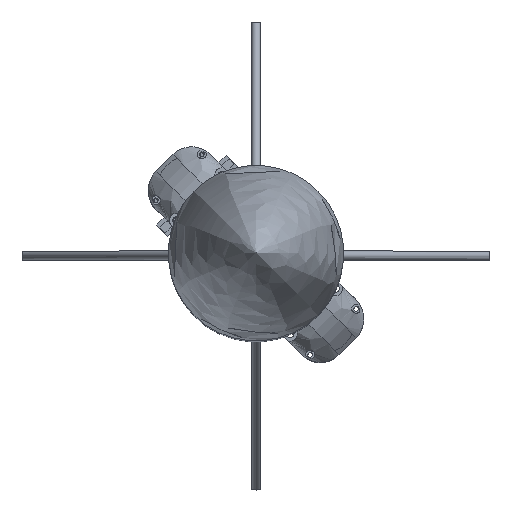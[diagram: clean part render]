
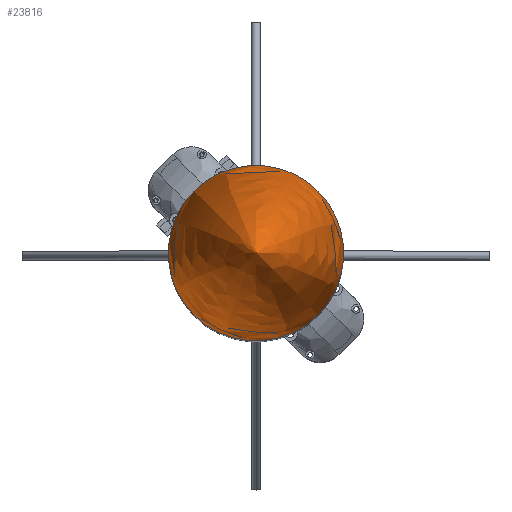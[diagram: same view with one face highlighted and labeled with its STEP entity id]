
A CAD part, top view. The second image highlights one B-rep face of the part: STEP entity #23816.
In plain terms, the highlighted free-form (B-spline) face has degree [3, 3] with [4, 19] control points.
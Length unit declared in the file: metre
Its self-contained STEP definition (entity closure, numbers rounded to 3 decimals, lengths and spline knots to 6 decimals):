
#10=VERTEX_LOOP('',#18285);
#798=B_SPLINE_SURFACE_WITH_KNOTS('',3,3,((#49107,#49108,#49109,#49110,#49111,
#49112,#49113,#49114,#49115,#49116,#49117,#49118,#49119,#49120,#49121,#49122,
#49123,#49124,#49125),(#49126,#49127,#49128,#49129,#49130,#49131,#49132,
#49133,#49134,#49135,#49136,#49137,#49138,#49139,#49140,#49141,#49142,#49143,
#49144),(#49145,#49146,#49147,#49148,#49149,#49150,#49151,#49152,#49153,
#49154,#49155,#49156,#49157,#49158,#49159,#49160,#49161,#49162,#49163),
(#49164,#49165,#49166,#49167,#49168,#49169,#49170,#49171,#49172,#49173,
#49174,#49175,#49176,#49177,#49178,#49179,#49180,#49181,#49182)),
 .UNSPECIFIED.,.F.,.T.,.F.,(4,4),(1,1,1,1,1,1,1,1,1,1,1,1,1,1,1,1,1,1,1,
1,1,1,1),(0.,1.),(-1.178097,-0.785398,-0.392699,
0.,0.392699,0.785398,1.178097,1.570796,
1.963495,2.356194,2.748894,3.141593,3.534292,
3.926991,4.31969,4.712389,5.105088,5.497787,
5.890486,6.283185,6.675884,7.068583,7.461283),
 .UNSPECIFIED.);
#12262=ORIENTED_EDGE('',*,*,#15693,.F.);
#15693=EDGE_CURVE('',#18284,#18284,#19024,.T.);
#18284=VERTEX_POINT('',#49106);
#18285=VERTEX_POINT('',#49183);
#19024=CIRCLE('',#26643,0.03305);
#20500=EDGE_LOOP('',(#12262));
#21978=FACE_BOUND('',#20500,.T.);
#21979=FACE_BOUND('',#10,.T.);
#23816=ADVANCED_FACE('',(#21978,#21979),#798,.F.);
#26643=AXIS2_PLACEMENT_3D('',#49105,#32466,#32467);
#32466=DIRECTION('',(0.,0.,-1.));
#32467=DIRECTION('',(-1.,0.,0.));
#49105=CARTESIAN_POINT('',(0.,0.,0.0175));
#49106=CARTESIAN_POINT('',(-0.03305,0.,0.0175));
#49107=CARTESIAN_POINT('',(0.,0.,0.1375));
#49108=CARTESIAN_POINT('',(0.,0.,0.1375));
#49109=CARTESIAN_POINT('',(0.,0.,0.1375));
#49110=CARTESIAN_POINT('',(0.,0.,0.1375));
#49111=CARTESIAN_POINT('',(0.,0.,0.1375));
#49112=CARTESIAN_POINT('',(0.,0.,0.1375));
#49113=CARTESIAN_POINT('',(0.,0.,0.1375));
#49114=CARTESIAN_POINT('',(0.,0.,0.1375));
#49115=CARTESIAN_POINT('',(0.,0.,0.1375));
#49116=CARTESIAN_POINT('',(0.,0.,0.1375));
#49117=CARTESIAN_POINT('',(0.,0.,0.1375));
#49118=CARTESIAN_POINT('',(0.,0.,0.1375));
#49119=CARTESIAN_POINT('',(0.,0.,0.1375));
#49120=CARTESIAN_POINT('',(0.,0.,0.1375));
#49121=CARTESIAN_POINT('',(0.,0.,0.1375));
#49122=CARTESIAN_POINT('',(0.,0.,0.1375));
#49123=CARTESIAN_POINT('',(0.,0.,0.1375));
#49124=CARTESIAN_POINT('',(0.,0.,0.1375));
#49125=CARTESIAN_POINT('',(0.,0.,0.1375));
#49126=CARTESIAN_POINT('',(0.017306,0.007168,0.113438));
#49127=CARTESIAN_POINT('',(0.018732,0.,0.113438));
#49128=CARTESIAN_POINT('',(0.017306,-0.007168,0.113438));
#49129=CARTESIAN_POINT('',(0.013245,-0.013245,0.113438));
#49130=CARTESIAN_POINT('',(0.007168,-0.017306,0.113438));
#49131=CARTESIAN_POINT('',(0.,-0.018732,0.113438));
#49132=CARTESIAN_POINT('',(-0.007168,-0.017306,0.113438));
#49133=CARTESIAN_POINT('',(-0.013245,-0.013245,0.113438));
#49134=CARTESIAN_POINT('',(-0.017306,-0.007168,0.113438));
#49135=CARTESIAN_POINT('',(-0.018732,0.,0.113438));
#49136=CARTESIAN_POINT('',(-0.017306,0.007168,0.113438));
#49137=CARTESIAN_POINT('',(-0.013245,0.013245,0.113438));
#49138=CARTESIAN_POINT('',(-0.007168,0.017306,0.113438));
#49139=CARTESIAN_POINT('',(0.,0.018732,0.113438));
#49140=CARTESIAN_POINT('',(0.007168,0.017306,0.113438));
#49141=CARTESIAN_POINT('',(0.013245,0.013245,0.113438));
#49142=CARTESIAN_POINT('',(0.017306,0.007168,0.113438));
#49143=CARTESIAN_POINT('',(0.018732,0.,0.113438));
#49144=CARTESIAN_POINT('',(0.017306,-0.007168,0.113438));
#49145=CARTESIAN_POINT('',(0.027749,0.011494,0.073438));
#49146=CARTESIAN_POINT('',(0.030035,0.,0.073438));
#49147=CARTESIAN_POINT('',(0.027749,-0.011494,0.073438));
#49148=CARTESIAN_POINT('',(0.021238,-0.021238,0.073438));
#49149=CARTESIAN_POINT('',(0.011494,-0.027749,0.073438));
#49150=CARTESIAN_POINT('',(0.,-0.030035,0.073438));
#49151=CARTESIAN_POINT('',(-0.011494,-0.027749,0.073438));
#49152=CARTESIAN_POINT('',(-0.021238,-0.021238,0.073438));
#49153=CARTESIAN_POINT('',(-0.027749,-0.011494,0.073438));
#49154=CARTESIAN_POINT('',(-0.030035,0.,0.073438));
#49155=CARTESIAN_POINT('',(-0.027749,0.011494,0.073438));
#49156=CARTESIAN_POINT('',(-0.021238,0.021238,0.073438));
#49157=CARTESIAN_POINT('',(-0.011494,0.027749,0.073438));
#49158=CARTESIAN_POINT('',(0.,0.030035,0.073438));
#49159=CARTESIAN_POINT('',(0.011494,0.027749,0.073438));
#49160=CARTESIAN_POINT('',(0.021238,0.021238,0.073438));
#49161=CARTESIAN_POINT('',(0.027749,0.011494,0.073438));
#49162=CARTESIAN_POINT('',(0.030035,0.,0.073438));
#49163=CARTESIAN_POINT('',(0.027749,-0.011494,0.073438));
#49164=CARTESIAN_POINT('',(0.031329,0.012977,0.0175));
#49165=CARTESIAN_POINT('',(0.03391,0.,0.0175));
#49166=CARTESIAN_POINT('',(0.031329,-0.012977,0.0175));
#49167=CARTESIAN_POINT('',(0.023978,-0.023978,0.0175));
#49168=CARTESIAN_POINT('',(0.012977,-0.031329,0.0175));
#49169=CARTESIAN_POINT('',(0.,-0.03391,0.0175));
#49170=CARTESIAN_POINT('',(-0.012977,-0.031329,0.0175));
#49171=CARTESIAN_POINT('',(-0.023978,-0.023978,0.0175));
#49172=CARTESIAN_POINT('',(-0.031329,-0.012977,0.0175));
#49173=CARTESIAN_POINT('',(-0.03391,0.,0.0175));
#49174=CARTESIAN_POINT('',(-0.031329,0.012977,0.0175));
#49175=CARTESIAN_POINT('',(-0.023978,0.023978,0.0175));
#49176=CARTESIAN_POINT('',(-0.012977,0.031329,0.0175));
#49177=CARTESIAN_POINT('',(0.,0.03391,0.0175));
#49178=CARTESIAN_POINT('',(0.012977,0.031329,0.0175));
#49179=CARTESIAN_POINT('',(0.023978,0.023978,0.0175));
#49180=CARTESIAN_POINT('',(0.031329,0.012977,0.0175));
#49181=CARTESIAN_POINT('',(0.03391,0.,0.0175));
#49182=CARTESIAN_POINT('',(0.031329,-0.012977,0.0175));
#49183=CARTESIAN_POINT('',(0.,0.,0.1375));
